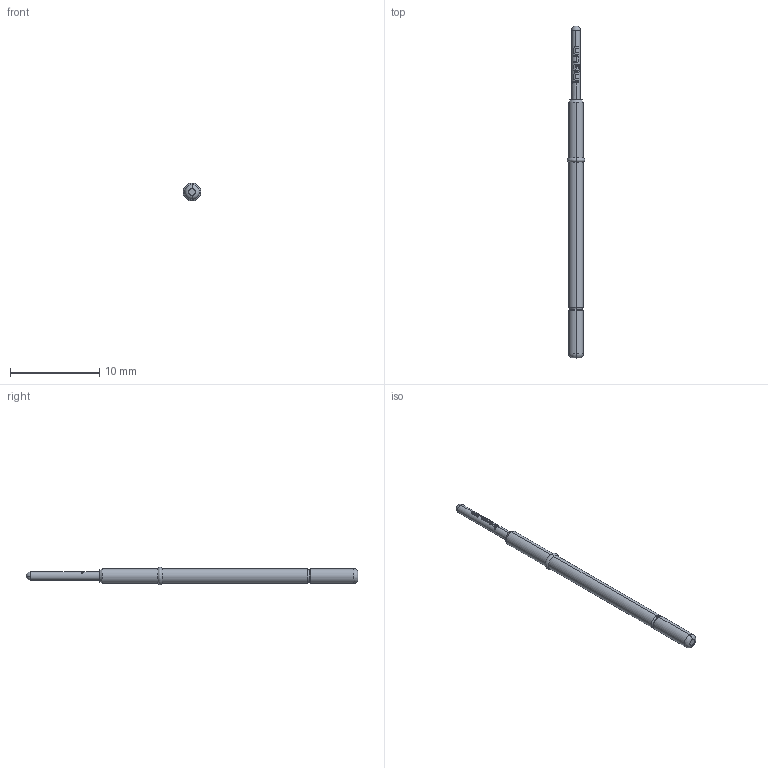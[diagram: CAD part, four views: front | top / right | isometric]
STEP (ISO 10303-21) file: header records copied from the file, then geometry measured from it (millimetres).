
FILE_DESCRIPTION (( 'STEP AP203' ), '1' );
FILE_NAME ('INGUN_GKS-112_305_100_A_xx07.STEP', '2020-08-06T07:24:26', ( '' ), ( '' ), 'SwSTEP 2.0', 'SolidWorks 2018', '' );
FILE_SCHEMA (( 'CONFIG_CONTROL_DESIGN' ));
Length unit declared in the file: millimetre
Products named in the file (1): INGUN_GKS-112_305_100_A_xx07
Bounding box: 2 x 37.3 x 2 mm (x, y, z)
Volume: 36.3 mm3; surface area: 337.2 mm2
Topology: 2 solids, 2 shells, 119 faces, 309 edges, 192 vertices
Faces by surface type: bspline 51, cylinder 26, torus 20, plane 14, cone 6, sphere 2
Entity records: 4744 total; most frequent: CARTESIAN_POINT 2290, ORIENTED_EDGE 610, DIRECTION 309, EDGE_CURVE 305, B_SPLINE_CURVE_WITH_KNOTS 204, VERTEX_POINT 192, AXIS2_PLACEMENT_3D 139, EDGE_LOOP 121
